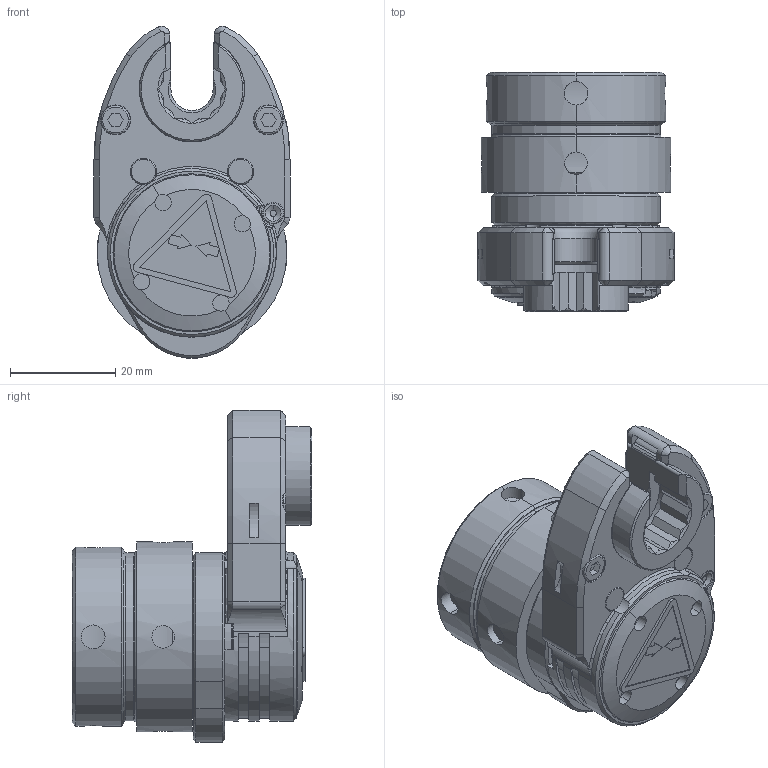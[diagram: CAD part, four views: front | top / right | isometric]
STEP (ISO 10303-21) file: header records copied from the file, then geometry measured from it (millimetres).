
FILE_DESCRIPTION((''),'2;1');
FILE_NAME('3513001267_SW0001','2023-02-16T09:57:29',('INEdipo'),(''),'CREO PARAMETRIC BY PTC INC, 2020281','CREO PARAMETRIC BY PTC INC, 2020281','');
FILE_SCHEMA(('CONFIG_CONTROL_DESIGN'));
Length unit declared in the file: inch
Products named in the file (1): 3513001267_SW0001
Bounding box: 37.2 x 45.5 x 62.99 mm (x, y, z)
Volume: 47773.9 mm3; surface area: 12908.3 mm2
Topology: 1 solids, 1 shells, 518 faces, 1430 edges, 928 vertices
Faces by surface type: cylinder 219, plane 149, cone 80, extrusion 48, torus 22
Entity records: 19853 total; most frequent: CARTESIAN_POINT 6644, ORIENTED_EDGE 2860, DIRECTION 2690, EDGE_CURVE 1430, AXIS2_PLACEMENT_3D 1023, VERTEX_POINT 928, VECTOR 644, LINE 596
